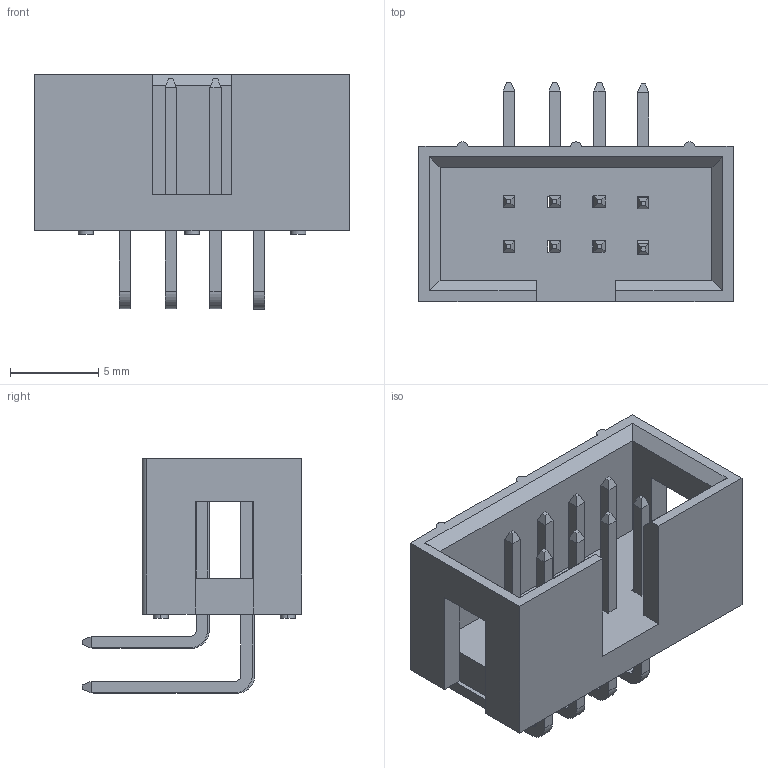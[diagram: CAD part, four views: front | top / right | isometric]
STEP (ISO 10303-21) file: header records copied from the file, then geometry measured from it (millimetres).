
FILE_DESCRIPTION(('STEP AP214'),'1');
FILE_NAME('612008235221.stp','2018-02-20T05:09:51',('TraceParts'),('TraceParts S.A.'),'Spatial InterOp 3D',' ',' ');
FILE_SCHEMA(('automotive_design'));
Length unit declared in the file: millimetre
Products named in the file (9): 612008235221_1; 612008235221_2; 612008235221_3; 612008235221_4; 612008235221_5; 612008235221_6; 612008235221_7; 612008235221_8; 612008235221_9
Bounding box: 17.82 x 12.45 x 13.29 mm (x, y, z)
Volume: 669.1 mm3; surface area: 1424.7 mm2
Topology: 9 solids, 9 shells, 259 faces, 613 edges, 374 vertices
Faces by surface type: plane 228, cylinder 31
Entity records: 9465 total; most frequent: CARTESIAN_POINT 1255, ORIENTED_EDGE 1226, DIRECTION 1211, EDGE_CURVE 613, LINE 551, VECTOR 551, VERTEX_POINT 374, AXIS2_PLACEMENT_3D 330
